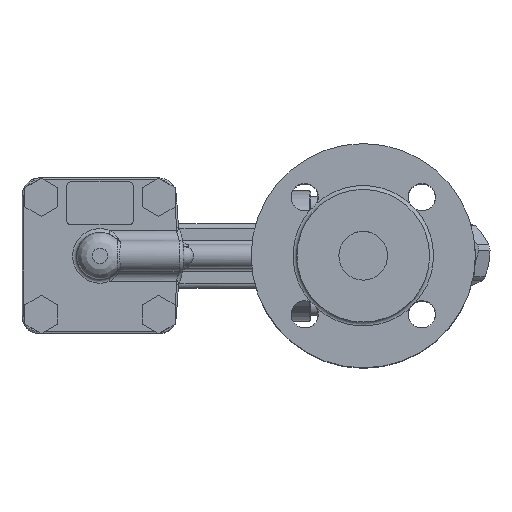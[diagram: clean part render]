
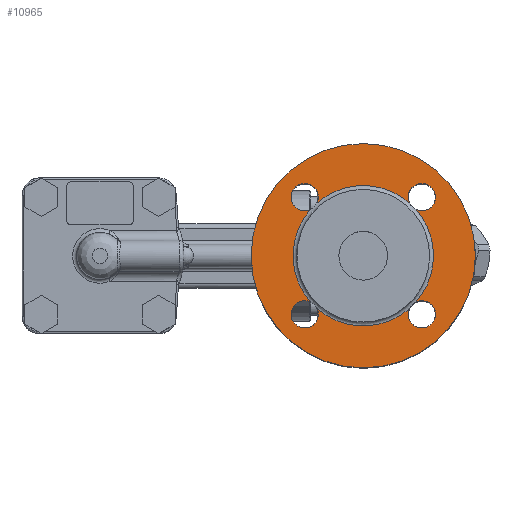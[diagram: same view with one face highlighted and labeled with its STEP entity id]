
A CAD part, top view. The second image highlights one B-rep face of the part: STEP entity #10965.
In plain terms, the highlighted planar face has unit normal (0, 0, 1).
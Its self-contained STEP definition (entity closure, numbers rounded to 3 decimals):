
#824=FACE_BOUND('',#1950,.T.);
#890=PLANE('',#11845);
#1227=FACE_OUTER_BOUND('',#1949,.T.);
#1949=EDGE_LOOP('',(#7659));
#1950=EDGE_LOOP('',(#7660,#7661,#7662,#7663,#7664,#7665,#7666,#7667,#7668,
#7669,#7670,#7671,#7672));
#3897=CIRCLE('',#11806,57.5);
#3898=CIRCLE('',#11808,36.);
#3899=CIRCLE('',#11809,36.);
#3900=CIRCLE('',#11810,36.);
#3904=CIRCLE('',#11814,36.);
#3905=CIRCLE('',#11815,36.);
#3917=CIRCLE('',#11832,7.);
#3918=CIRCLE('',#11833,7.);
#3919=CIRCLE('',#11835,7.);
#3920=CIRCLE('',#11836,7.);
#3921=CIRCLE('',#11838,7.);
#3922=CIRCLE('',#11839,7.);
#3923=CIRCLE('',#11841,7.);
#3924=CIRCLE('',#11842,7.);
#4617=VERTEX_POINT('',#16962);
#4618=VERTEX_POINT('',#16966);
#4619=VERTEX_POINT('',#16967);
#4620=VERTEX_POINT('',#16980);
#4621=VERTEX_POINT('',#16982);
#4622=VERTEX_POINT('',#16995);
#4623=VERTEX_POINT('',#16997);
#4624=VERTEX_POINT('',#17010);
#4627=VERTEX_POINT('',#17017);
#4628=VERTEX_POINT('',#17019);
#4639=VERTEX_POINT('',#17061);
#4640=VERTEX_POINT('',#17066);
#4641=VERTEX_POINT('',#17071);
#4642=VERTEX_POINT('',#17076);
#5729=EDGE_CURVE('',#4617,#4617,#3897,.T.);
#5731=EDGE_CURVE('',#4618,#4620,#3898,.T.);
#5733=EDGE_CURVE('',#4621,#4622,#3899,.T.);
#5735=EDGE_CURVE('',#4623,#4624,#3900,.T.);
#5739=EDGE_CURVE('',#4624,#4627,#3904,.T.);
#5741=EDGE_CURVE('',#4628,#4619,#3905,.T.);
#5756=EDGE_CURVE('',#4621,#4639,#3917,.T.);
#5757=EDGE_CURVE('',#4639,#4620,#3918,.T.);
#5759=EDGE_CURVE('',#4623,#4640,#3919,.T.);
#5760=EDGE_CURVE('',#4640,#4622,#3920,.T.);
#5762=EDGE_CURVE('',#4628,#4641,#3921,.T.);
#5763=EDGE_CURVE('',#4641,#4627,#3922,.T.);
#5765=EDGE_CURVE('',#4618,#4642,#3923,.T.);
#5766=EDGE_CURVE('',#4642,#4619,#3924,.T.);
#7659=ORIENTED_EDGE('',*,*,#5729,.F.);
#7660=ORIENTED_EDGE('',*,*,#5741,.F.);
#7661=ORIENTED_EDGE('',*,*,#5762,.T.);
#7662=ORIENTED_EDGE('',*,*,#5763,.T.);
#7663=ORIENTED_EDGE('',*,*,#5739,.F.);
#7664=ORIENTED_EDGE('',*,*,#5735,.F.);
#7665=ORIENTED_EDGE('',*,*,#5759,.T.);
#7666=ORIENTED_EDGE('',*,*,#5760,.T.);
#7667=ORIENTED_EDGE('',*,*,#5733,.F.);
#7668=ORIENTED_EDGE('',*,*,#5756,.T.);
#7669=ORIENTED_EDGE('',*,*,#5757,.T.);
#7670=ORIENTED_EDGE('',*,*,#5731,.F.);
#7671=ORIENTED_EDGE('',*,*,#5765,.T.);
#7672=ORIENTED_EDGE('',*,*,#5766,.T.);
#10965=ADVANCED_FACE('',(#1227,#824),#890,.T.);
#11806=AXIS2_PLACEMENT_3D('',#16964,#13409,#13410);
#11808=AXIS2_PLACEMENT_3D('',#16981,#13413,#13414);
#11809=AXIS2_PLACEMENT_3D('',#16996,#13415,#13416);
#11810=AXIS2_PLACEMENT_3D('',#17011,#13417,#13418);
#11814=AXIS2_PLACEMENT_3D('',#17018,#13425,#13426);
#11815=AXIS2_PLACEMENT_3D('',#17032,#13427,#13428);
#11832=AXIS2_PLACEMENT_3D('',#17063,#13464,#13465);
#11833=AXIS2_PLACEMENT_3D('',#17064,#13466,#13467);
#11835=AXIS2_PLACEMENT_3D('',#17068,#13471,#13472);
#11836=AXIS2_PLACEMENT_3D('',#17069,#13473,#13474);
#11838=AXIS2_PLACEMENT_3D('',#17073,#13478,#13479);
#11839=AXIS2_PLACEMENT_3D('',#17074,#13480,#13481);
#11841=AXIS2_PLACEMENT_3D('',#17078,#13485,#13486);
#11842=AXIS2_PLACEMENT_3D('',#17079,#13487,#13488);
#11845=AXIS2_PLACEMENT_3D('',#17084,#13494,#13495);
#13409=DIRECTION('center_axis',(0.,0.,
-1.));
#13410=DIRECTION('ref_axis',(1.,0.,0.));
#13413=DIRECTION('center_axis',(0.,0.,
1.));
#13414=DIRECTION('ref_axis',(1.,0.,0.));
#13415=DIRECTION('center_axis',(0.,0.,
1.));
#13416=DIRECTION('ref_axis',(1.,0.,0.));
#13417=DIRECTION('center_axis',(0.,0.,
1.));
#13418=DIRECTION('ref_axis',(1.,0.,0.));
#13425=DIRECTION('center_axis',(0.,0.,
1.));
#13426=DIRECTION('ref_axis',(1.,0.,0.));
#13427=DIRECTION('center_axis',(0.,0.,
1.));
#13428=DIRECTION('ref_axis',(1.,0.,0.));
#13464=DIRECTION('center_axis',(0.,0.,
-1.));
#13465=DIRECTION('ref_axis',(0.,1.,0.));
#13466=DIRECTION('center_axis',(0.,0.,
-1.));
#13467=DIRECTION('ref_axis',(0.,1.,0.));
#13471=DIRECTION('center_axis',(0.,0.,
-1.));
#13472=DIRECTION('ref_axis',(-1.,0.,0.));
#13473=DIRECTION('center_axis',(0.,0.,
-1.));
#13474=DIRECTION('ref_axis',(-1.,0.,0.));
#13478=DIRECTION('center_axis',(0.,0.,
-1.));
#13479=DIRECTION('ref_axis',(0.,-1.,0.));
#13480=DIRECTION('center_axis',(0.,0.,
-1.));
#13481=DIRECTION('ref_axis',(0.,-1.,0.));
#13485=DIRECTION('center_axis',(0.,0.,
-1.));
#13486=DIRECTION('ref_axis',(1.,0.,0.));
#13487=DIRECTION('center_axis',(0.,0.,
-1.));
#13488=DIRECTION('ref_axis',(1.,0.,0.));
#13494=DIRECTION('center_axis',(0.,0.,
1.));
#13495=DIRECTION('ref_axis',(-1.,0.,0.));
#16962=CARTESIAN_POINT('',(-50.611,12.025,92.));
#16964=CARTESIAN_POINT('Origin',(6.889,12.025,92.));
#16966=CARTESIAN_POINT('',(-20.201,35.734,92.));
#16967=CARTESIAN_POINT('',(-16.821,39.114,92.));
#16980=CARTESIAN_POINT('',(-20.201,-11.685,92.));
#16981=CARTESIAN_POINT('Origin',(6.889,12.025,92.));
#16982=CARTESIAN_POINT('',(-16.821,-15.065,92.));
#16995=CARTESIAN_POINT('',(30.598,-15.065,92.));
#16996=CARTESIAN_POINT('Origin',(6.889,12.025,92.));
#16997=CARTESIAN_POINT('',(33.978,-11.685,92.));
#17010=CARTESIAN_POINT('',(42.889,12.025,92.));
#17011=CARTESIAN_POINT('Origin',(6.889,12.025,92.));
#17017=CARTESIAN_POINT('',(33.978,35.734,92.));
#17018=CARTESIAN_POINT('Origin',(6.889,12.025,92.));
#17019=CARTESIAN_POINT('',(30.598,39.114,92.));
#17032=CARTESIAN_POINT('Origin',(6.889,12.025,92.));
#17061=CARTESIAN_POINT('',(-23.163,-25.027,92.));
#17063=CARTESIAN_POINT('Origin',(-23.163,-18.027,92.));
#17064=CARTESIAN_POINT('Origin',(-23.163,-18.027,92.));
#17066=CARTESIAN_POINT('',(43.941,-18.027,92.));
#17068=CARTESIAN_POINT('Origin',(36.941,-18.027,92.));
#17069=CARTESIAN_POINT('Origin',(36.941,-18.027,92.));
#17071=CARTESIAN_POINT('',(36.941,49.077,92.));
#17073=CARTESIAN_POINT('Origin',(36.941,42.077,92.));
#17074=CARTESIAN_POINT('Origin',(36.941,42.077,92.));
#17076=CARTESIAN_POINT('',(-30.163,42.077,92.));
#17078=CARTESIAN_POINT('Origin',(-23.163,42.077,92.));
#17079=CARTESIAN_POINT('Origin',(-23.163,42.077,92.));
#17084=CARTESIAN_POINT('Origin',(6.889,12.025,92.));
